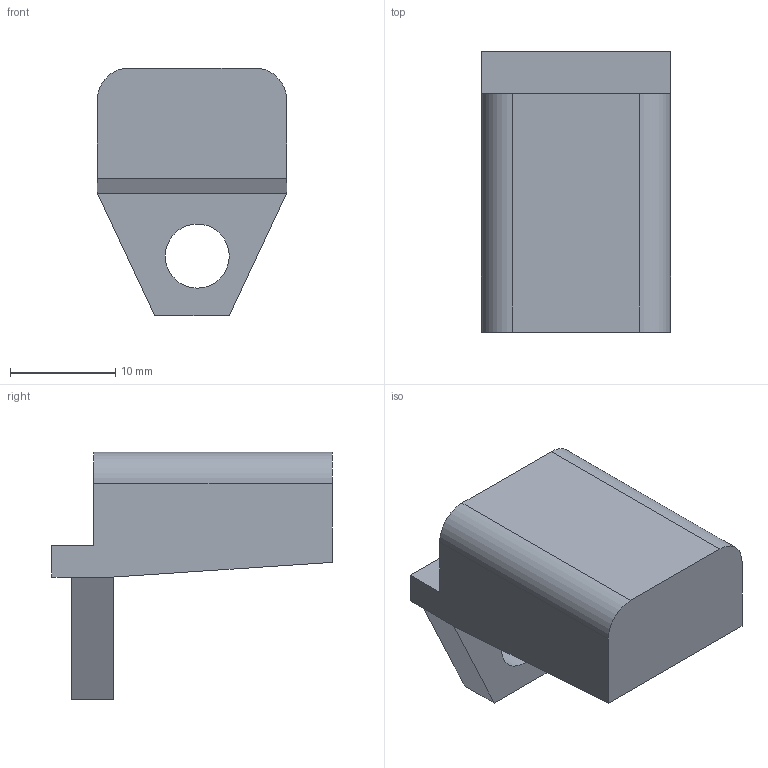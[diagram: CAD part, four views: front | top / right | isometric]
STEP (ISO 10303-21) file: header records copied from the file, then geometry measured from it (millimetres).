
FILE_DESCRIPTION(/* description */ (''),/* implementation_level */ '2;1');
FILE_NAME(/* name */ 'ta 0010 146 0006nxm001-01.stp',/* time_stamp */ '2016-07-08T08:39:17+02:00',/* author */ (''),/* organization */ (''),/* preprocessor_version */ 'ST-DEVELOPER v15',/* originating_system */ 'SIEMENS PLM Software NX 9.0',/* authorisation */ '');
FILE_SCHEMA (('CONFIG_CONTROL_DESIGN'));
Length unit declared in the file: millimetre
Products named in the file (1): ta 0010 146 0006nxm001-01
Bounding box: 18 x 26.7 x 23.6 mm (x, y, z)
Volume: 4319.6 mm3; surface area: 2918.9 mm2
Topology: 1 solids, 1 shells, 147 faces, 348 edges, 232 vertices
Faces by surface type: plane 93, extrusion 42, cylinder 12
Full cylindrical faces by diameter (mm): 2.5 x3, 6.1 x1
Entity records: 5360 total; most frequent: CARTESIAN_POINT 2216, ORIENTED_EDGE 680, DIRECTION 452, EDGE_CURVE 340, VERTEX_POINT 228, B_SPLINE_CURVE_WITH_KNOTS 214, EDGE_LOOP 182, VECTOR 180
